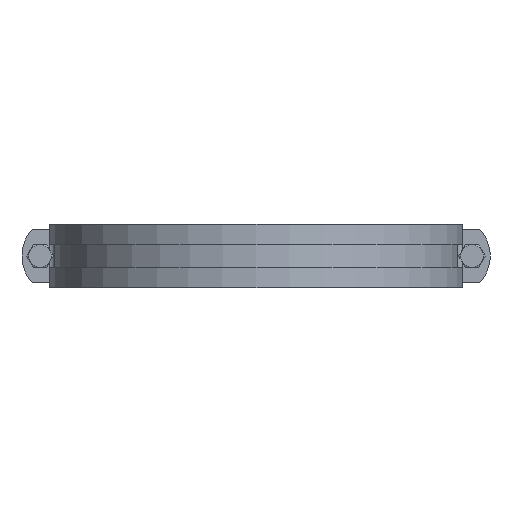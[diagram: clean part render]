
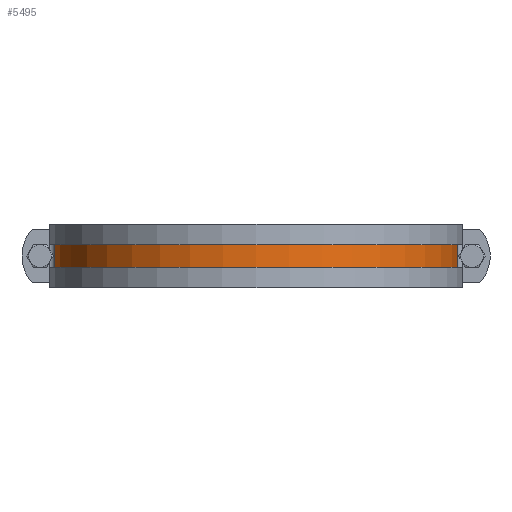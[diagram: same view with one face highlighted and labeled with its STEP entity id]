
A CAD part, front view. The second image highlights one B-rep face of the part: STEP entity #5495.
In plain terms, the highlighted cylindrical face has radius 150 mm (diameter 300 mm), a partial arc.
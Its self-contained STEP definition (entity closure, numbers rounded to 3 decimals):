
#4422=CARTESIAN_POINT('',(149.544,-11.688,20.0));
#4423=VERTEX_POINT('',#4422);
#4431=CARTESIAN_POINT('',(149.544,-11.688,-20.0));
#4432=VERTEX_POINT('',#4431);
#4433=CARTESIAN_POINT('',(149.544,-11.688,-20.0));
#4434=DIRECTION('',(0.0,0.0,1.0));
#4435=VECTOR('',#4434,40.0);
#4436=LINE('',#4433,#4435);
#4437=EDGE_CURVE('',#4432,#4423,#4436,.T.);
#5131=CARTESIAN_POINT('',(-149.544,-11.688,-20.0));
#5132=VERTEX_POINT('',#5131);
#5140=CARTESIAN_POINT('',(-149.544,-11.688,20.0));
#5141=VERTEX_POINT('',#5140);
#5142=CARTESIAN_POINT('',(-149.544,-11.688,-20.0));
#5143=DIRECTION('',(0.0,0.0,1.0));
#5144=VECTOR('',#5143,40.0);
#5145=LINE('',#5142,#5144);
#5146=EDGE_CURVE('',#5132,#5141,#5145,.T.);
#5472=CARTESIAN_POINT('',(0.,0.,0.0));
#5473=DIRECTION('',(0.0,0.0,-1.0));
#5474=DIRECTION('',(0.997,-0.078,0.0));
#5475=AXIS2_PLACEMENT_3D('',#5472,#5473,#5474);
#5476=CYLINDRICAL_SURFACE('',#5475,150.);
#5477=ORIENTED_EDGE('',*,*,#5146,.F.);
#5478=CARTESIAN_POINT('',(0.,0.,-20.0));
#5479=DIRECTION('',(0.0,0.0,-1.0));
#5480=DIRECTION('',(0.997,-0.078,0.0));
#5481=AXIS2_PLACEMENT_3D('',#5478,#5479,#5480);
#5482=CIRCLE('',#5481,150.);
#5483=EDGE_CURVE('',#4432,#5132,#5482,.T.);
#5484=ORIENTED_EDGE('',*,*,#5483,.F.);
#5485=ORIENTED_EDGE('',*,*,#4437,.T.);
#5486=CARTESIAN_POINT('',(0.,0.,20.0));
#5487=DIRECTION('',(0.0,0.0,1.0));
#5488=DIRECTION('',(-0.997,-0.078,0.0));
#5489=AXIS2_PLACEMENT_3D('',#5486,#5487,#5488);
#5490=CIRCLE('',#5489,150.0);
#5491=EDGE_CURVE('',#5141,#4423,#5490,.T.);
#5492=ORIENTED_EDGE('',*,*,#5491,.F.);
#5493=EDGE_LOOP('',(#5477,#5484,#5485,#5492));
#5494=FACE_OUTER_BOUND('',#5493,.T.);
#5495=ADVANCED_FACE('',(#5494),#5476,.T.);
